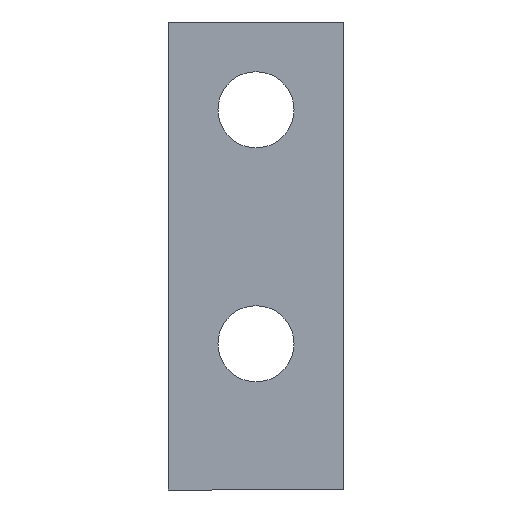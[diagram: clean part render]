
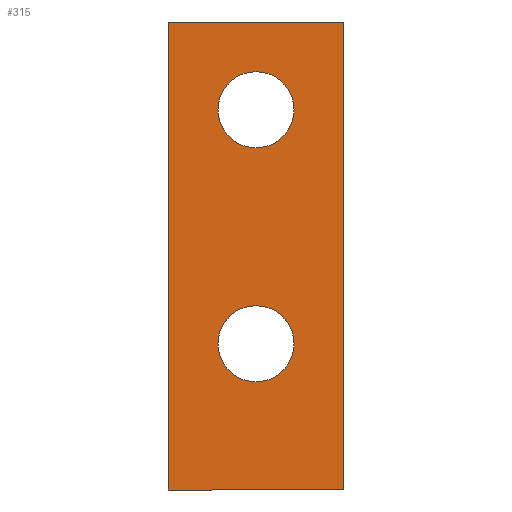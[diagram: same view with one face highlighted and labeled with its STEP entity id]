
A CAD part, left-side view. The second image highlights one B-rep face of the part: STEP entity #315.
In plain terms, the highlighted planar face has unit normal (-1, 0, 0).
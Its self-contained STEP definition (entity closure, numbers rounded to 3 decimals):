
#130=CARTESIAN_POINT('',(0.,23.25,32.5));
#131=VERTEX_POINT('',#130);
#140=CARTESIAN_POINT('',(0.,16.75,32.5));
#141=VERTEX_POINT('',#140);
#142=CARTESIAN_POINT('',(0.,20.,32.5));
#143=DIRECTION('',(1.0,0.0,0.0));
#144=DIRECTION('',(0.0,1.0,0.0));
#145=AXIS2_PLACEMENT_3D('',#142,#143,#144);
#146=CIRCLE('',#145,3.25);
#147=EDGE_CURVE('',#141,#131,#146,.T.);
#172=CARTESIAN_POINT('',(0.,23.25,12.5));
#173=VERTEX_POINT('',#172);
#182=CARTESIAN_POINT('',(0.,16.75,12.5));
#183=VERTEX_POINT('',#182);
#184=CARTESIAN_POINT('',(0.,20.,12.5));
#185=DIRECTION('',(1.0,0.0,0.0));
#186=DIRECTION('',(0.0,1.0,0.0));
#187=AXIS2_PLACEMENT_3D('',#184,#185,#186);
#188=CIRCLE('',#187,3.25);
#189=EDGE_CURVE('',#183,#173,#188,.T.);
#216=CARTESIAN_POINT('',(0.,27.5,40.));
#217=VERTEX_POINT('',#216);
#248=CARTESIAN_POINT('',(0.,27.5,0.));
#249=VERTEX_POINT('',#248);
#256=CARTESIAN_POINT('',(0.,27.5,40.));
#257=DIRECTION('',(0.0,0.0,-1.0));
#258=VECTOR('',#257,40.0);
#259=LINE('',#256,#258);
#260=EDGE_CURVE('',#217,#249,#259,.T.);
#265=CARTESIAN_POINT('',(0.,35.0,0.5));
#266=DIRECTION('',(-1.0,0.0,0.0));
#267=DIRECTION('',(0.0,0.0,1.0));
#268=AXIS2_PLACEMENT_3D('',#265,#266,#267);
#269=PLANE('',#268);
#270=ORIENTED_EDGE('',*,*,#260,.T.);
#271=CARTESIAN_POINT('',(0.0,12.5,0.0));
#272=VERTEX_POINT('',#271);
#273=CARTESIAN_POINT('',(0.,27.5,0.));
#274=DIRECTION('',(0.0,-1.0,0.0));
#275=VECTOR('',#274,15.0);
#276=LINE('',#273,#275);
#277=EDGE_CURVE('',#249,#272,#276,.T.);
#278=ORIENTED_EDGE('',*,*,#277,.T.);
#279=CARTESIAN_POINT('',(0.,12.5,40.0));
#280=VERTEX_POINT('',#279);
#281=CARTESIAN_POINT('',(0.0,12.5,0.0));
#282=DIRECTION('',(0.0,0.0,1.0));
#283=VECTOR('',#282,40.0);
#284=LINE('',#281,#283);
#285=EDGE_CURVE('',#272,#280,#284,.T.);
#286=ORIENTED_EDGE('',*,*,#285,.T.);
#287=CARTESIAN_POINT('',(0.,27.5,40.));
#288=DIRECTION('',(0.0,-1.0,0.0));
#289=VECTOR('',#288,15.);
#290=LINE('',#287,#289);
#291=EDGE_CURVE('',#217,#280,#290,.T.);
#292=ORIENTED_EDGE('',*,*,#291,.F.);
#293=EDGE_LOOP('',(#270,#278,#286,#292));
#294=FACE_OUTER_BOUND('',#293,.T.);
#295=CARTESIAN_POINT('',(0.,20.,32.5));
#296=DIRECTION('',(1.0,0.0,0.0));
#297=DIRECTION('',(0.0,1.0,0.0));
#298=AXIS2_PLACEMENT_3D('',#295,#296,#297);
#299=CIRCLE('',#298,3.25);
#300=EDGE_CURVE('',#131,#141,#299,.T.);
#301=ORIENTED_EDGE('',*,*,#300,.T.);
#302=ORIENTED_EDGE('',*,*,#147,.T.);
#303=EDGE_LOOP('',(#301,#302));
#304=FACE_BOUND('',#303,.T.);
#305=CARTESIAN_POINT('',(0.,20.,12.5));
#306=DIRECTION('',(1.0,0.0,0.0));
#307=DIRECTION('',(0.0,1.0,0.0));
#308=AXIS2_PLACEMENT_3D('',#305,#306,#307);
#309=CIRCLE('',#308,3.25);
#310=EDGE_CURVE('',#173,#183,#309,.T.);
#311=ORIENTED_EDGE('',*,*,#310,.T.);
#312=ORIENTED_EDGE('',*,*,#189,.T.);
#313=EDGE_LOOP('',(#311,#312));
#314=FACE_BOUND('',#313,.T.);
#315=ADVANCED_FACE('',(#294,#304,#314),#269,.T.);
